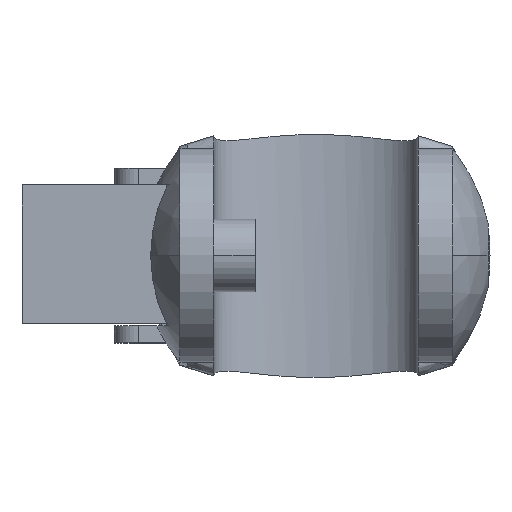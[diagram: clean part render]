
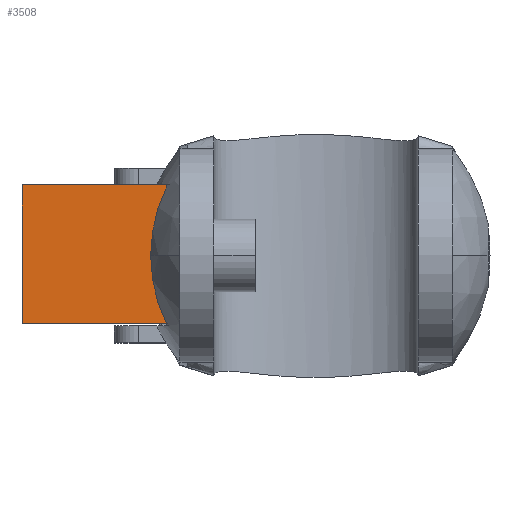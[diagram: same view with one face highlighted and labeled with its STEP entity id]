
A CAD part, top view. The second image highlights one B-rep face of the part: STEP entity #3508.
In plain terms, the highlighted planar face has unit normal (0, 0, 1).
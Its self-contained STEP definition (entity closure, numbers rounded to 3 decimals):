
#1 = VECTOR ( 'NONE', #3106, 1000. ) ;
#23 = PLANE ( 'NONE',  #1088 ) ;
#340 = VECTOR ( 'NONE', #2093, 1000. ) ;
#356 = CARTESIAN_POINT ( 'NONE',  ( -26.5, 14.5, 191.5 ) ) ;
#479 = DIRECTION ( 'NONE',  ( 0., 0., 1. ) ) ;
#480 = VECTOR ( 'NONE', #1854, 1000. ) ;
#774 = VECTOR ( 'NONE', #4407, 1000. ) ;
#1088 = AXIS2_PLACEMENT_3D ( 'NONE', #3548, #479, #4043 ) ;
#1331 = LINE ( 'NONE', #6114, #1 ) ;
#1372 = ORIENTED_EDGE ( 'NONE', *, *, #4377, .F. ) ;
#1823 = EDGE_LOOP ( 'NONE', ( #2086, #4825, #1372, #2169 ) ) ;
#1854 = DIRECTION ( 'NONE',  ( 1., 0., 0. ) ) ;
#1883 = VERTEX_POINT ( 'NONE', #4411 ) ;
#2086 = ORIENTED_EDGE ( 'NONE', *, *, #2125, .T. ) ;
#2093 = DIRECTION ( 'NONE',  ( 1., 0., 0. ) ) ;
#2125 = EDGE_CURVE ( 'NONE', #3518, #1883, #2633, .T. ) ;
#2169 = ORIENTED_EDGE ( 'NONE', *, *, #2280, .T. ) ;
#2225 = CARTESIAN_POINT ( 'NONE',  ( -60.5, -14., 191.5 ) ) ;
#2280 = EDGE_CURVE ( 'NONE', #5402, #3518, #1331, .T. ) ;
#2633 = LINE ( 'NONE', #2225, #480 ) ;
#3073 = CARTESIAN_POINT ( 'NONE',  ( -60.5, -14., 191.5 ) ) ;
#3106 = DIRECTION ( 'NONE',  ( 0., -1., 0. ) ) ;
#3321 = FACE_OUTER_BOUND ( 'NONE', #1823, .T. ) ;
#3416 = VERTEX_POINT ( 'NONE', #356 ) ;
#3508 = ADVANCED_FACE ( 'NONE', ( #3321 ), #23, .T. ) ;
#3518 = VERTEX_POINT ( 'NONE', #3073 ) ;
#3548 = CARTESIAN_POINT ( 'NONE',  ( -60.5, -14., 191.5 ) ) ;
#3624 = LINE ( 'NONE', #4591, #340 ) ;
#4043 = DIRECTION ( 'NONE',  ( 1., 0., 0. ) ) ;
#4221 = CARTESIAN_POINT ( 'NONE',  ( -60.5, 14.5, 191.5 ) ) ;
#4377 = EDGE_CURVE ( 'NONE', #5402, #3416, #3624, .T. ) ;
#4407 = DIRECTION ( 'NONE',  ( 0., -1., 0. ) ) ;
#4411 = CARTESIAN_POINT ( 'NONE',  ( -26.5, -14., 191.5 ) ) ;
#4591 = CARTESIAN_POINT ( 'NONE',  ( -60.5, 14.5, 191.5 ) ) ;
#4659 = EDGE_CURVE ( 'NONE', #3416, #1883, #5436, .T. ) ;
#4825 = ORIENTED_EDGE ( 'NONE', *, *, #4659, .F. ) ;
#5402 = VERTEX_POINT ( 'NONE', #4221 ) ;
#5436 = LINE ( 'NONE', #5865, #774 ) ;
#5865 = CARTESIAN_POINT ( 'NONE',  ( -26.5, -14., 191.5 ) ) ;
#6114 = CARTESIAN_POINT ( 'NONE',  ( -60.5, -14., 191.5 ) ) ;
